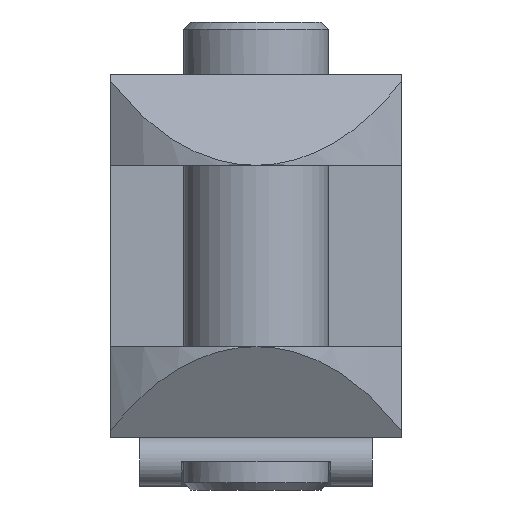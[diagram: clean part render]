
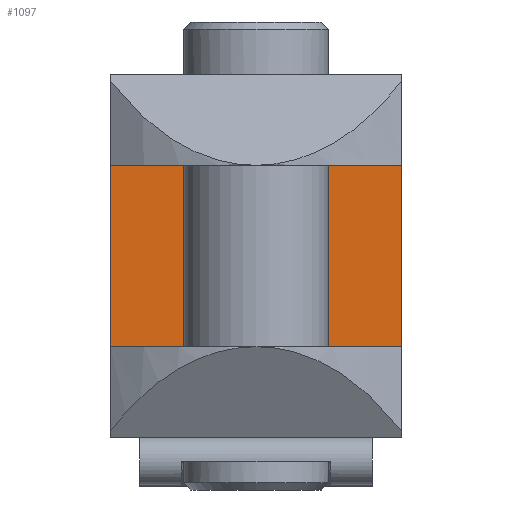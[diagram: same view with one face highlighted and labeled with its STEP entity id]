
A CAD part, left-side view. The second image highlights one B-rep face of the part: STEP entity #1097.
In plain terms, the highlighted planar face has unit normal (-1, 0, 0).
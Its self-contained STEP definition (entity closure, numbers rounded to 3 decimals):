
#41=PLANE('',#1197);
#92=LINE('',#1740,#192);
#100=LINE('',#1756,#200);
#123=LINE('',#1820,#223);
#124=LINE('',#1822,#224);
#192=VECTOR('',#1341,1000.);
#200=VECTOR('',#1351,1000.);
#223=VECTOR('',#1420,1000.);
#224=VECTOR('',#1423,1000.);
#391=ORIENTED_EDGE('',*,*,#624,.T.);
#392=ORIENTED_EDGE('',*,*,#668,.T.);
#393=ORIENTED_EDGE('',*,*,#632,.T.);
#394=ORIENTED_EDGE('',*,*,#667,.F.);
#624=EDGE_CURVE('',#777,#776,#92,.T.);
#632=EDGE_CURVE('',#784,#783,#100,.T.);
#667=EDGE_CURVE('',#777,#783,#123,.T.);
#668=EDGE_CURVE('',#776,#784,#124,.T.);
#776=VERTEX_POINT('',#1739);
#777=VERTEX_POINT('',#1741);
#783=VERTEX_POINT('',#1755);
#784=VERTEX_POINT('',#1757);
#920=EDGE_LOOP('',(#391,#392,#393,#394));
#1000=FACE_BOUND('',#920,.T.);
#1097=ADVANCED_FACE('',(#1000),#41,.T.);
#1197=AXIS2_PLACEMENT_3D('',#1821,#1421,#1422);
#1341=DIRECTION('',(0.,0.,-1.));
#1351=DIRECTION('',(0.,0.,1.));
#1420=DIRECTION('',(0.,-1.,0.));
#1421=DIRECTION('',(-1.,0.,0.));
#1422=DIRECTION('',(0.,0.,1.));
#1423=DIRECTION('',(0.,-1.,0.));
#1739=CARTESIAN_POINT('',(43.,20.,-12.5));
#1740=CARTESIAN_POINT('',(43.,20.,25.));
#1741=CARTESIAN_POINT('',(43.,20.,12.5));
#1755=CARTESIAN_POINT('',(43.,-20.,12.5));
#1756=CARTESIAN_POINT('',(43.,-20.,25.));
#1757=CARTESIAN_POINT('',(43.,-20.,-12.5));
#1820=CARTESIAN_POINT('',(43.,40.,12.5));
#1821=CARTESIAN_POINT('',(43.,40.,12.5));
#1822=CARTESIAN_POINT('',(43.,40.,-12.5));
